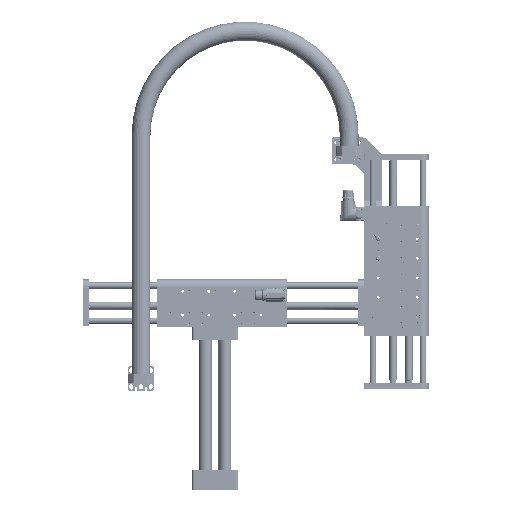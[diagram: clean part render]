
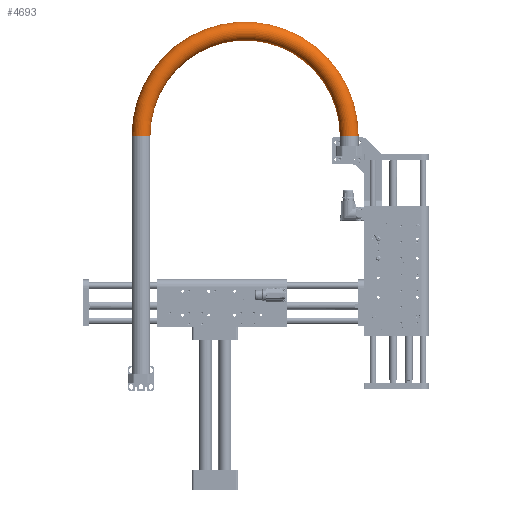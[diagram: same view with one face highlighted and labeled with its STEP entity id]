
A CAD part, top view. The second image highlights one B-rep face of the part: STEP entity #4693.
In plain terms, the highlighted toroidal (fillet/blend) face has major radius 161.245 mm and minor radius 14.5 mm.
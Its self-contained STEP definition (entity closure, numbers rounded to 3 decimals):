
#3233 = ORIENTED_EDGE ( 'NONE', *, *, #166478, .F. ) ;
#4693 = ADVANCED_FACE ( 'NONE', ( #98386, #138623 ), #20290, .T. ) ;
#18125 = CARTESIAN_POINT ( 'NONE',  ( -196.75, 191.9, 44. ) ) ;
#20290 = TOROIDAL_SURFACE ( 'NONE', #70504, 161.245, 14.5 ) ;
#23850 = EDGE_CURVE ( 'NONE', #44169, #44169, #74540, .T. ) ;
#29493 = EDGE_LOOP ( 'NONE', ( #163605 ) ) ;
#44169 = VERTEX_POINT ( 'NONE', #45879 ) ;
#45879 = CARTESIAN_POINT ( 'NONE',  ( -360.319, 191.9, 49.946 ) ) ;
#52703 = DIRECTION ( 'NONE',  ( 0., -1., 0. ) ) ;
#56693 = CIRCLE ( 'NONE', #123638, 14.5 ) ;
#58641 = CARTESIAN_POINT ( 'NONE',  ( -36.75, 191.9, 9.5 ) ) ;
#70504 = AXIS2_PLACEMENT_3D ( 'NONE', #18125, #154337, #114065 ) ;
#74540 = CIRCLE ( 'NONE', #132973, 14.5 ) ;
#79793 = DIRECTION ( 'NONE',  ( 0., 0., -1. ) ) ;
#90937 = CARTESIAN_POINT ( 'NONE',  ( -356.75, 191.9, 64. ) ) ;
#98386 = FACE_OUTER_BOUND ( 'NONE', #145722, .T. ) ;
#114065 = DIRECTION ( 'NONE',  ( -0.992, 0., 0.124 ) ) ;
#123638 = AXIS2_PLACEMENT_3D ( 'NONE', #155828, #52703, #79793 ) ;
#132973 = AXIS2_PLACEMENT_3D ( 'NONE', #90937, #144199, #159881 ) ;
#138093 = VERTEX_POINT ( 'NONE', #58641 ) ;
#138623 = FACE_OUTER_BOUND ( 'NONE', #29493, .T. ) ;
#144199 = DIRECTION ( 'NONE',  ( 0., 1., 0. ) ) ;
#145722 = EDGE_LOOP ( 'NONE', ( #3233 ) ) ;
#154337 = DIRECTION ( 'NONE',  ( -0.124, 0., -0.992 ) ) ;
#155828 = CARTESIAN_POINT ( 'NONE',  ( -36.75, 191.9, 24. ) ) ;
#159881 = DIRECTION ( 'NONE',  ( -0.246, 0., -0.969 ) ) ;
#163605 = ORIENTED_EDGE ( 'NONE', *, *, #23850, .T. ) ;
#166478 = EDGE_CURVE ( 'NONE', #138093, #138093, #56693, .T. ) ;
